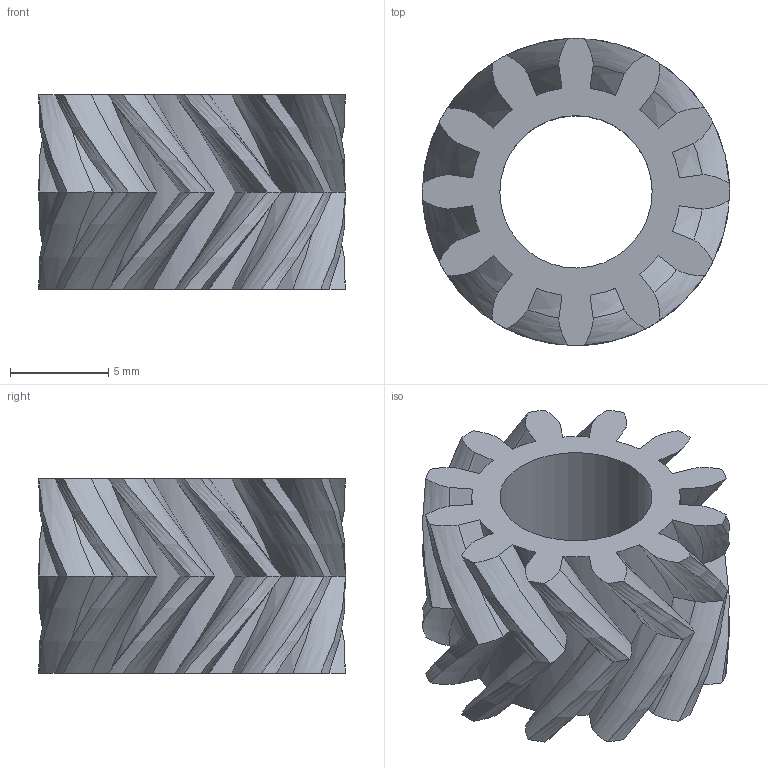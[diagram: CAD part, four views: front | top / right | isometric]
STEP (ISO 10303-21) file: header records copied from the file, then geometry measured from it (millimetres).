
FILE_DESCRIPTION(/* description */ (''),/* implementation_level */ '2;1');
FILE_NAME(/* name */ 'axle_gear_metal.stp',/* time_stamp */ '2025-01-01T16:49:39-05:00',/* author */ ('Kenny'),/* organization */ (''),/* preprocessor_version */ 'ST-DEVELOPER v20',/* originating_system */ 'Autodesk Inventor 2025',/* authorisation */ '');
FILE_SCHEMA (('AUTOMOTIVE_DESIGN { 1 0 10303 214 3 1 1 }'));
Length unit declared in the file: millimetre
Products named in the file (1): 12_t_on_axle_holder_metal
Bounding box: 15.66 x 15.66 x 9.9 mm (x, y, z)
Volume: 861.5 mm3; surface area: 1451.9 mm2
Topology: 1 solids, 1 shells, 135 faces, 351 edges, 218 vertices
Faces by surface type: bspline 120, cylinder 13, plane 2
Full cylindrical faces by diameter (mm): 7.77 x1
Entity records: 8313 total; most frequent: CARTESIAN_POINT 5721, ORIENTED_EDGE 702, EDGE_CURVE 351, B_SPLINE_CURVE_WITH_KNOTS 288, VERTEX_POINT 218, DIRECTION 157, EDGE_LOOP 137, STYLED_ITEM 135
